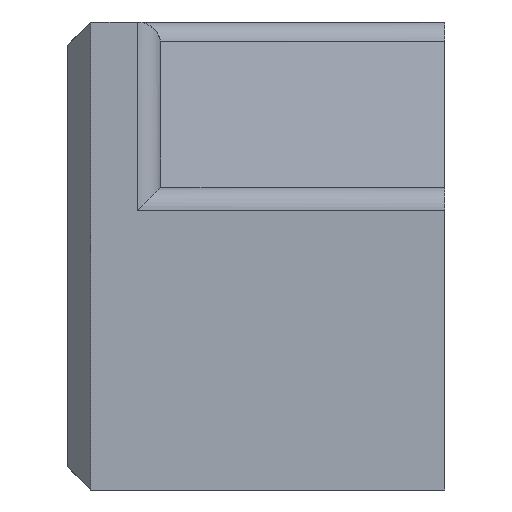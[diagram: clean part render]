
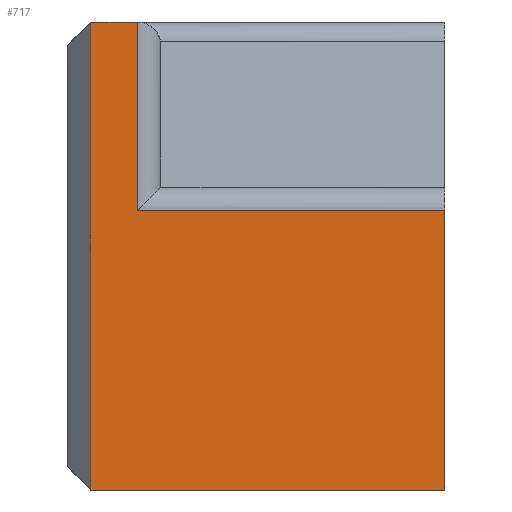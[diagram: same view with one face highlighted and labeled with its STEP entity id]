
A CAD part, left-side view. The second image highlights one B-rep face of the part: STEP entity #717.
In plain terms, the highlighted planar face has unit normal (-1, 0, 0).
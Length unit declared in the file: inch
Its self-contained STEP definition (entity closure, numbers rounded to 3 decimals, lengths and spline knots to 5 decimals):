
#36=PLANE('',#788);
#71=LINE('',#1391,#137);
#87=LINE('',#1421,#153);
#91=LINE('',#1441,#157);
#95=LINE('',#1457,#161);
#96=LINE('',#1458,#162);
#97=LINE('',#1459,#163);
#137=VECTOR('',#887,0.3937);
#153=VECTOR('',#913,0.3937);
#157=VECTOR('',#933,0.3937);
#161=VECTOR('',#949,0.3937);
#162=VECTOR('',#950,0.3937);
#163=VECTOR('',#951,0.3937);
#231=FACE_OUTER_BOUND('',#274,.T.);
#274=EDGE_LOOP('',(#602,#603,#604,#605,#606,#607));
#337=VERTEX_POINT('',#1364);
#341=VERTEX_POINT('',#1376);
#354=VERTEX_POINT('',#1419);
#361=VERTEX_POINT('',#1439);
#362=VERTEX_POINT('',#1440);
#368=VERTEX_POINT('',#1456);
#424=EDGE_CURVE('',#341,#337,#71,.T.);
#440=EDGE_CURVE('',#354,#341,#87,.T.);
#449=EDGE_CURVE('',#361,#362,#91,.T.);
#457=EDGE_CURVE('',#354,#368,#95,.T.);
#458=EDGE_CURVE('',#362,#368,#96,.T.);
#459=EDGE_CURVE('',#361,#337,#97,.T.);
#602=ORIENTED_EDGE('',*,*,#424,.F.);
#603=ORIENTED_EDGE('',*,*,#440,.F.);
#604=ORIENTED_EDGE('',*,*,#457,.T.);
#605=ORIENTED_EDGE('',*,*,#458,.F.);
#606=ORIENTED_EDGE('',*,*,#449,.F.);
#607=ORIENTED_EDGE('',*,*,#459,.T.);
#717=ADVANCED_FACE('',(#231),#36,.T.);
#788=AXIS2_PLACEMENT_3D('',#1455,#947,#948);
#887=DIRECTION('',(0.,0.,1.));
#913=DIRECTION('',(0.,1.,0.));
#933=DIRECTION('',(0.,0.,-1.));
#947=DIRECTION('center_axis',(-1.,0.,0.));
#948=DIRECTION('ref_axis',(0.,0.,1.));
#949=DIRECTION('',(0.,0.,1.));
#950=DIRECTION('',(0.,-1.,0.));
#951=DIRECTION('',(0.,1.,0.));
#1364=CARTESIAN_POINT('',(-0.85,0.90648,0.5));
#1376=CARTESIAN_POINT('',(-0.85,0.90648,-0.5));
#1391=CARTESIAN_POINT('',(-0.85,0.90648,-0.25));
#1419=CARTESIAN_POINT('',(-0.85,0.15,-0.5));
#1421=CARTESIAN_POINT('',(-0.85,0.75648,-0.5));
#1439=CARTESIAN_POINT('',(-0.85,0.80648,0.5));
#1440=CARTESIAN_POINT('',(-0.85,0.80648,0.0971));
#1441=CARTESIAN_POINT('',(-0.85,0.80648,-0.25));
#1455=CARTESIAN_POINT('Origin',(-0.85,0.75648,-0.5));
#1456=CARTESIAN_POINT('',(-0.85,0.15,0.0971));
#1457=CARTESIAN_POINT('',(-0.85,0.15,0.));
#1458=CARTESIAN_POINT('',(-0.85,0.45324,0.0971));
#1459=CARTESIAN_POINT('',(-0.85,0.75648,0.5));
